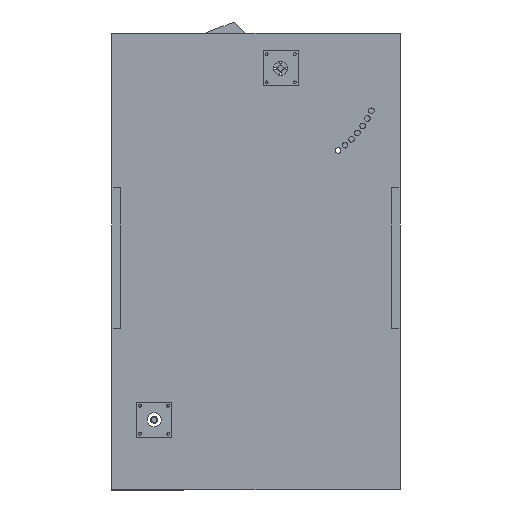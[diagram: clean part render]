
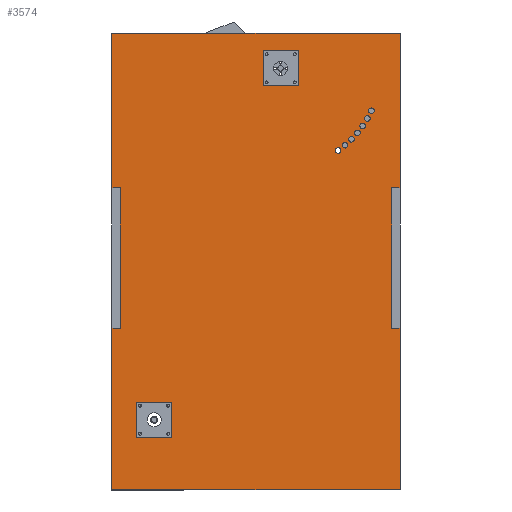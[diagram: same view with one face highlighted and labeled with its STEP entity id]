
A CAD part, left-side view. The second image highlights one B-rep face of the part: STEP entity #3574.
In plain terms, the highlighted planar face has unit normal (-1, 0, 0).
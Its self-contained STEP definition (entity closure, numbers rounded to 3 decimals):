
#329=FACE_BOUND('',#1123,.T.);
#330=FACE_BOUND('',#1124,.T.);
#331=FACE_BOUND('',#1125,.T.);
#332=FACE_BOUND('',#1126,.T.);
#333=FACE_BOUND('',#1127,.T.);
#334=FACE_BOUND('',#1128,.T.);
#335=FACE_BOUND('',#1129,.T.);
#336=FACE_BOUND('',#1130,.T.);
#337=FACE_BOUND('',#1131,.T.);
#338=FACE_BOUND('',#1132,.T.);
#339=FACE_BOUND('',#1133,.T.);
#340=FACE_BOUND('',#1134,.T.);
#341=FACE_BOUND('',#1135,.T.);
#342=FACE_BOUND('',#1136,.T.);
#343=FACE_BOUND('',#1137,.T.);
#344=FACE_BOUND('',#1138,.T.);
#345=FACE_BOUND('',#1139,.T.);
#515=CIRCLE('',#4133,10.);
#517=CIRCLE('',#4136,10.);
#519=CIRCLE('',#4139,4.);
#521=CIRCLE('',#4142,4.);
#523=CIRCLE('',#4145,4.);
#525=CIRCLE('',#4148,4.);
#527=CIRCLE('',#4151,4.);
#529=CIRCLE('',#4154,4.);
#531=CIRCLE('',#4157,4.);
#533=CIRCLE('',#4160,2.1);
#535=CIRCLE('',#4163,2.1);
#537=CIRCLE('',#4166,2.1);
#539=CIRCLE('',#4169,2.1);
#541=CIRCLE('',#4172,2.1);
#543=CIRCLE('',#4175,2.1);
#545=CIRCLE('',#4178,2.1);
#547=CIRCLE('',#4181,2.1);
#823=FACE_OUTER_BOUND('',#1122,.T.);
#1122=EDGE_LOOP('',(#2999,#3000,#3001,#3002,#3003,#3004,#3005,#3006,#3007,
#3008,#3009,#3010));
#1123=EDGE_LOOP('',(#3011));
#1124=EDGE_LOOP('',(#3012));
#1125=EDGE_LOOP('',(#3013));
#1126=EDGE_LOOP('',(#3014));
#1127=EDGE_LOOP('',(#3015));
#1128=EDGE_LOOP('',(#3016));
#1129=EDGE_LOOP('',(#3017));
#1130=EDGE_LOOP('',(#3018));
#1131=EDGE_LOOP('',(#3019));
#1132=EDGE_LOOP('',(#3020));
#1133=EDGE_LOOP('',(#3021));
#1134=EDGE_LOOP('',(#3022));
#1135=EDGE_LOOP('',(#3023));
#1136=EDGE_LOOP('',(#3024));
#1137=EDGE_LOOP('',(#3025));
#1138=EDGE_LOOP('',(#3026));
#1139=EDGE_LOOP('',(#3027));
#1440=LINE('',#5993,#1672);
#1444=LINE('',#6001,#1676);
#1447=LINE('',#6007,#1679);
#1450=LINE('',#6013,#1682);
#1453=LINE('',#6019,#1685);
#1456=LINE('',#6025,#1688);
#1459=LINE('',#6031,#1691);
#1462=LINE('',#6037,#1694);
#1465=LINE('',#6043,#1697);
#1468=LINE('',#6049,#1700);
#1471=LINE('',#6055,#1703);
#1474=LINE('',#6060,#1706);
#1672=VECTOR('',#4925,10.);
#1676=VECTOR('',#4931,10.);
#1679=VECTOR('',#4936,10.);
#1682=VECTOR('',#4941,10.);
#1685=VECTOR('',#4946,10.);
#1688=VECTOR('',#4951,10.);
#1691=VECTOR('',#4956,10.);
#1694=VECTOR('',#4961,10.);
#1697=VECTOR('',#4966,10.);
#1700=VECTOR('',#4971,10.);
#1703=VECTOR('',#4976,10.);
#1706=VECTOR('',#4981,10.);
#1929=VERTEX_POINT('',#5908);
#1931=VERTEX_POINT('',#5913);
#1933=VERTEX_POINT('',#5918);
#1935=VERTEX_POINT('',#5923);
#1937=VERTEX_POINT('',#5928);
#1939=VERTEX_POINT('',#5933);
#1941=VERTEX_POINT('',#5938);
#1943=VERTEX_POINT('',#5943);
#1945=VERTEX_POINT('',#5948);
#1947=VERTEX_POINT('',#5953);
#1949=VERTEX_POINT('',#5958);
#1951=VERTEX_POINT('',#5963);
#1953=VERTEX_POINT('',#5968);
#1955=VERTEX_POINT('',#5973);
#1957=VERTEX_POINT('',#5978);
#1959=VERTEX_POINT('',#5983);
#1961=VERTEX_POINT('',#5988);
#1962=VERTEX_POINT('',#5991);
#1963=VERTEX_POINT('',#5992);
#1966=VERTEX_POINT('',#6000);
#1968=VERTEX_POINT('',#6006);
#1970=VERTEX_POINT('',#6012);
#1972=VERTEX_POINT('',#6018);
#1974=VERTEX_POINT('',#6024);
#1976=VERTEX_POINT('',#6030);
#1978=VERTEX_POINT('',#6036);
#1980=VERTEX_POINT('',#6042);
#1982=VERTEX_POINT('',#6048);
#1984=VERTEX_POINT('',#6054);
#2299=EDGE_CURVE('',#1929,#1929,#515,.T.);
#2301=EDGE_CURVE('',#1931,#1931,#517,.T.);
#2303=EDGE_CURVE('',#1933,#1933,#519,.T.);
#2305=EDGE_CURVE('',#1935,#1935,#521,.T.);
#2307=EDGE_CURVE('',#1937,#1937,#523,.T.);
#2309=EDGE_CURVE('',#1939,#1939,#525,.T.);
#2311=EDGE_CURVE('',#1941,#1941,#527,.T.);
#2313=EDGE_CURVE('',#1943,#1943,#529,.T.);
#2315=EDGE_CURVE('',#1945,#1945,#531,.T.);
#2317=EDGE_CURVE('',#1947,#1947,#533,.T.);
#2319=EDGE_CURVE('',#1949,#1949,#535,.T.);
#2321=EDGE_CURVE('',#1951,#1951,#537,.T.);
#2323=EDGE_CURVE('',#1953,#1953,#539,.T.);
#2325=EDGE_CURVE('',#1955,#1955,#541,.T.);
#2327=EDGE_CURVE('',#1957,#1957,#543,.T.);
#2329=EDGE_CURVE('',#1959,#1959,#545,.T.);
#2331=EDGE_CURVE('',#1961,#1961,#547,.T.);
#2332=EDGE_CURVE('',#1962,#1963,#1440,.T.);
#2336=EDGE_CURVE('',#1966,#1962,#1444,.T.);
#2339=EDGE_CURVE('',#1968,#1966,#1447,.T.);
#2342=EDGE_CURVE('',#1970,#1968,#1450,.T.);
#2345=EDGE_CURVE('',#1972,#1970,#1453,.T.);
#2348=EDGE_CURVE('',#1974,#1972,#1456,.T.);
#2351=EDGE_CURVE('',#1976,#1974,#1459,.T.);
#2354=EDGE_CURVE('',#1978,#1976,#1462,.T.);
#2357=EDGE_CURVE('',#1980,#1978,#1465,.T.);
#2360=EDGE_CURVE('',#1982,#1980,#1468,.T.);
#2363=EDGE_CURVE('',#1984,#1982,#1471,.T.);
#2366=EDGE_CURVE('',#1963,#1984,#1474,.T.);
#2999=ORIENTED_EDGE('',*,*,#2366,.F.);
#3000=ORIENTED_EDGE('',*,*,#2332,.F.);
#3001=ORIENTED_EDGE('',*,*,#2336,.F.);
#3002=ORIENTED_EDGE('',*,*,#2339,.F.);
#3003=ORIENTED_EDGE('',*,*,#2342,.F.);
#3004=ORIENTED_EDGE('',*,*,#2345,.F.);
#3005=ORIENTED_EDGE('',*,*,#2348,.F.);
#3006=ORIENTED_EDGE('',*,*,#2351,.F.);
#3007=ORIENTED_EDGE('',*,*,#2354,.F.);
#3008=ORIENTED_EDGE('',*,*,#2357,.F.);
#3009=ORIENTED_EDGE('',*,*,#2360,.F.);
#3010=ORIENTED_EDGE('',*,*,#2363,.F.);
#3011=ORIENTED_EDGE('',*,*,#2299,.T.);
#3012=ORIENTED_EDGE('',*,*,#2301,.T.);
#3013=ORIENTED_EDGE('',*,*,#2303,.T.);
#3014=ORIENTED_EDGE('',*,*,#2305,.T.);
#3015=ORIENTED_EDGE('',*,*,#2307,.T.);
#3016=ORIENTED_EDGE('',*,*,#2309,.T.);
#3017=ORIENTED_EDGE('',*,*,#2311,.T.);
#3018=ORIENTED_EDGE('',*,*,#2313,.T.);
#3019=ORIENTED_EDGE('',*,*,#2315,.T.);
#3020=ORIENTED_EDGE('',*,*,#2317,.T.);
#3021=ORIENTED_EDGE('',*,*,#2319,.T.);
#3022=ORIENTED_EDGE('',*,*,#2321,.T.);
#3023=ORIENTED_EDGE('',*,*,#2323,.T.);
#3024=ORIENTED_EDGE('',*,*,#2325,.T.);
#3025=ORIENTED_EDGE('',*,*,#2327,.T.);
#3026=ORIENTED_EDGE('',*,*,#2329,.T.);
#3027=ORIENTED_EDGE('',*,*,#2331,.T.);
#3417=PLANE('',#4195);
#3574=ADVANCED_FACE('',(#823,#329,#330,#331,#332,#333,#334,#335,#336,#337,
#338,#339,#340,#341,#342,#343,#344,#345),#3417,.F.);
#4133=AXIS2_PLACEMENT_3D('',#5909,#4825,#4826);
#4136=AXIS2_PLACEMENT_3D('',#5914,#4831,#4832);
#4139=AXIS2_PLACEMENT_3D('',#5919,#4837,#4838);
#4142=AXIS2_PLACEMENT_3D('',#5924,#4843,#4844);
#4145=AXIS2_PLACEMENT_3D('',#5929,#4849,#4850);
#4148=AXIS2_PLACEMENT_3D('',#5934,#4855,#4856);
#4151=AXIS2_PLACEMENT_3D('',#5939,#4861,#4862);
#4154=AXIS2_PLACEMENT_3D('',#5944,#4867,#4868);
#4157=AXIS2_PLACEMENT_3D('',#5949,#4873,#4874);
#4160=AXIS2_PLACEMENT_3D('',#5954,#4879,#4880);
#4163=AXIS2_PLACEMENT_3D('',#5959,#4885,#4886);
#4166=AXIS2_PLACEMENT_3D('',#5964,#4891,#4892);
#4169=AXIS2_PLACEMENT_3D('',#5969,#4897,#4898);
#4172=AXIS2_PLACEMENT_3D('',#5974,#4903,#4904);
#4175=AXIS2_PLACEMENT_3D('',#5979,#4909,#4910);
#4178=AXIS2_PLACEMENT_3D('',#5984,#4915,#4916);
#4181=AXIS2_PLACEMENT_3D('',#5989,#4921,#4922);
#4195=AXIS2_PLACEMENT_3D('',#6063,#4985,#4986);
#4825=DIRECTION('center_axis',(1.,0.,0.));
#4826=DIRECTION('ref_axis',(0.,-1.,0.));
#4831=DIRECTION('center_axis',(1.,0.,0.));
#4832=DIRECTION('ref_axis',(0.,-1.,0.));
#4837=DIRECTION('center_axis',(1.,0.,0.));
#4838=DIRECTION('ref_axis',(0.,-1.,0.));
#4843=DIRECTION('center_axis',(1.,0.,0.));
#4844=DIRECTION('ref_axis',(0.,-1.,0.));
#4849=DIRECTION('center_axis',(1.,0.,0.));
#4850=DIRECTION('ref_axis',(0.,-1.,0.));
#4855=DIRECTION('center_axis',(1.,0.,0.));
#4856=DIRECTION('ref_axis',(0.,-1.,0.));
#4861=DIRECTION('center_axis',(1.,0.,0.));
#4862=DIRECTION('ref_axis',(0.,-1.,0.));
#4867=DIRECTION('center_axis',(1.,0.,0.));
#4868=DIRECTION('ref_axis',(0.,-1.,0.));
#4873=DIRECTION('center_axis',(1.,0.,0.));
#4874=DIRECTION('ref_axis',(0.,-1.,0.));
#4879=DIRECTION('center_axis',(1.,0.,0.));
#4880=DIRECTION('ref_axis',(0.,-1.,0.));
#4885=DIRECTION('center_axis',(1.,0.,0.));
#4886=DIRECTION('ref_axis',(0.,-1.,0.));
#4891=DIRECTION('center_axis',(1.,0.,0.));
#4892=DIRECTION('ref_axis',(0.,-1.,0.));
#4897=DIRECTION('center_axis',(1.,0.,0.));
#4898=DIRECTION('ref_axis',(0.,-1.,0.));
#4903=DIRECTION('center_axis',(1.,0.,0.));
#4904=DIRECTION('ref_axis',(0.,-1.,0.));
#4909=DIRECTION('center_axis',(1.,0.,0.));
#4910=DIRECTION('ref_axis',(0.,-1.,0.));
#4915=DIRECTION('center_axis',(1.,0.,0.));
#4916=DIRECTION('ref_axis',(0.,-1.,0.));
#4921=DIRECTION('center_axis',(1.,0.,0.));
#4922=DIRECTION('ref_axis',(0.,-1.,0.));
#4925=DIRECTION('',(0.,0.,-1.));
#4931=DIRECTION('',(0.,-1.,0.));
#4936=DIRECTION('',(0.,0.,-1.));
#4941=DIRECTION('',(0.,1.,0.));
#4946=DIRECTION('',(0.,0.,-1.));
#4951=DIRECTION('',(0.,-1.,0.));
#4956=DIRECTION('',(0.,0.,1.));
#4961=DIRECTION('',(0.,1.,0.));
#4966=DIRECTION('',(0.,0.,1.));
#4971=DIRECTION('',(0.,-1.,0.));
#4976=DIRECTION('',(0.,0.,1.));
#4981=DIRECTION('',(0.,1.,0.));
#4985=DIRECTION('center_axis',(1.,0.,0.));
#4986=DIRECTION('ref_axis',(0.,0.,-1.));
#5908=CARTESIAN_POINT('',(0.,360.,100.));
#5909=CARTESIAN_POINT('Origin',(0.,350.,100.));
#5913=CARTESIAN_POINT('',(0.,180.,600.));
#5914=CARTESIAN_POINT('Origin',(0.,170.,600.));
#5918=CARTESIAN_POINT('',(0.,92.182,483.151));
#5919=CARTESIAN_POINT('Origin',(0.,88.182,483.151));
#5923=CARTESIAN_POINT('',(0.,82.309,490.727));
#5924=CARTESIAN_POINT('Origin',(0.,78.309,490.727));
#5928=CARTESIAN_POINT('',(0.,73.134,499.134));
#5929=CARTESIAN_POINT('Origin',(0.,69.134,499.134));
#5933=CARTESIAN_POINT('',(0.,64.727,508.309));
#5934=CARTESIAN_POINT('Origin',(0.,60.727,508.309));
#5938=CARTESIAN_POINT('',(0.,57.151,518.182));
#5939=CARTESIAN_POINT('Origin',(0.,53.151,518.182));
#5943=CARTESIAN_POINT('',(0.,50.465,528.677));
#5944=CARTESIAN_POINT('Origin',(0.,46.465,528.677));
#5948=CARTESIAN_POINT('',(0.,44.719,539.715));
#5949=CARTESIAN_POINT('Origin',(0.,40.719,539.715));
#5953=CARTESIAN_POINT('',(0.,372.1,120.));
#5954=CARTESIAN_POINT('Origin',(0.,370.,120.));
#5958=CARTESIAN_POINT('',(0.,372.1,80.));
#5959=CARTESIAN_POINT('Origin',(0.,370.,80.));
#5963=CARTESIAN_POINT('',(0.,332.1,80.));
#5964=CARTESIAN_POINT('Origin',(0.,330.,80.));
#5968=CARTESIAN_POINT('',(0.,332.1,120.));
#5969=CARTESIAN_POINT('Origin',(0.,330.,120.));
#5973=CARTESIAN_POINT('',(0.,192.1,620.));
#5974=CARTESIAN_POINT('Origin',(0.,190.,620.));
#5978=CARTESIAN_POINT('',(0.,192.1,580.));
#5979=CARTESIAN_POINT('Origin',(0.,190.,580.));
#5983=CARTESIAN_POINT('',(0.,152.1,580.));
#5984=CARTESIAN_POINT('Origin',(0.,150.,580.));
#5988=CARTESIAN_POINT('',(0.,152.1,620.));
#5989=CARTESIAN_POINT('Origin',(0.,150.,620.));
#5991=CARTESIAN_POINT('',(0.,0.,230.));
#5992=CARTESIAN_POINT('',(0.,0.,0.));
#5993=CARTESIAN_POINT('',(0.,0.,230.));
#6000=CARTESIAN_POINT('',(0.,12.,230.));
#6001=CARTESIAN_POINT('',(0.,12.,230.));
#6006=CARTESIAN_POINT('',(0.,12.,430.));
#6007=CARTESIAN_POINT('',(0.,12.,430.));
#6012=CARTESIAN_POINT('',(0.,0.,430.));
#6013=CARTESIAN_POINT('',(0.,0.,430.));
#6018=CARTESIAN_POINT('',(0.,0.,650.));
#6019=CARTESIAN_POINT('',(0.,0.,650.));
#6024=CARTESIAN_POINT('',(0.,410.,650.));
#6025=CARTESIAN_POINT('',(0.,410.,650.));
#6030=CARTESIAN_POINT('',(0.,410.,430.));
#6031=CARTESIAN_POINT('',(0.,410.,430.));
#6036=CARTESIAN_POINT('',(0.,398.,430.));
#6037=CARTESIAN_POINT('',(0.,398.,430.));
#6042=CARTESIAN_POINT('',(0.,398.,230.));
#6043=CARTESIAN_POINT('',(0.,398.,230.));
#6048=CARTESIAN_POINT('',(0.,410.,230.));
#6049=CARTESIAN_POINT('',(0.,410.,230.));
#6054=CARTESIAN_POINT('',(0.,410.,0.));
#6055=CARTESIAN_POINT('',(0.,410.,0.));
#6060=CARTESIAN_POINT('',(0.,0.,0.));
#6063=CARTESIAN_POINT('Origin',(0.,205.,325.111));
